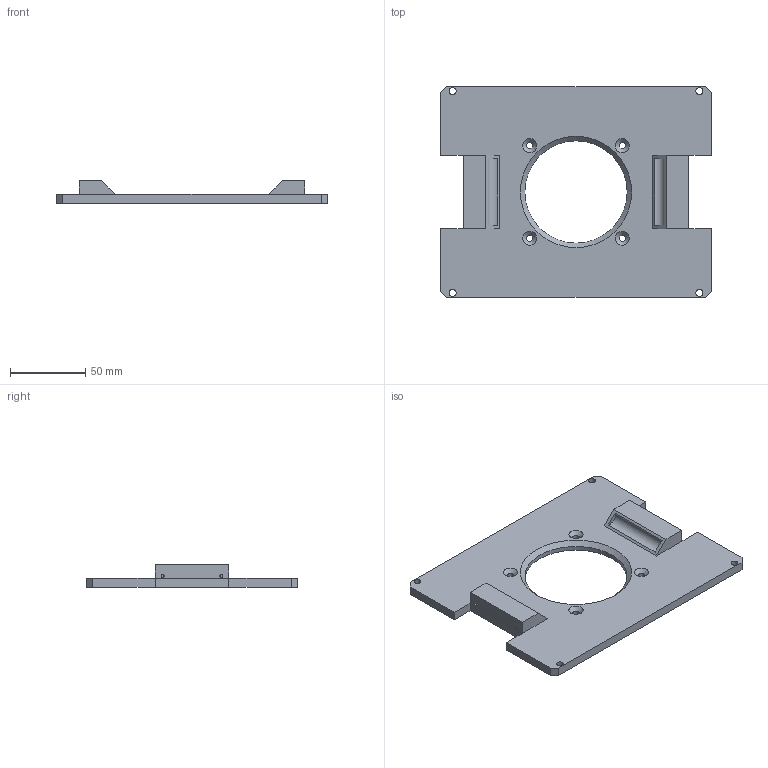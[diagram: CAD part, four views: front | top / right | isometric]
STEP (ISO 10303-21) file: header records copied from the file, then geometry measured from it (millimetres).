
FILE_DESCRIPTION(('FreeCAD Model'),'2;1');
FILE_NAME('Open CASCADE Shape Model','2021-03-25T16:26:26',('Author'),( ''),'Open CASCADE STEP processor 7.5','FreeCAD','Unknown');
FILE_SCHEMA(('AUTOMOTIVE_DESIGN { 1 0 10303 214 1 1 1 1 }'));
Length unit declared in the file: millimetre
Products named in the file (1): Chamfer008
Bounding box: 180 x 140 x 15 mm (x, y, z)
Volume: 133829.8 mm3; surface area: 48044.5 mm2
Topology: 1 solids, 1 shells, 61 faces, 150 edges, 97 vertices
Faces by surface type: plane 40, cylinder 16, cone 5
Full cylindrical faces by diameter (mm): 2 x4, 4.4 x4, 4.6 x4, 68 x1
Entity records: 3753 total; most frequent: CARTESIAN_POINT 653, DIRECTION 567, LINE 337, VECTOR 337, ORIENTED_EDGE 300, PCURVE 300, DEFINITIONAL_REPRESENTATION 300, EDGE_CURVE 150
